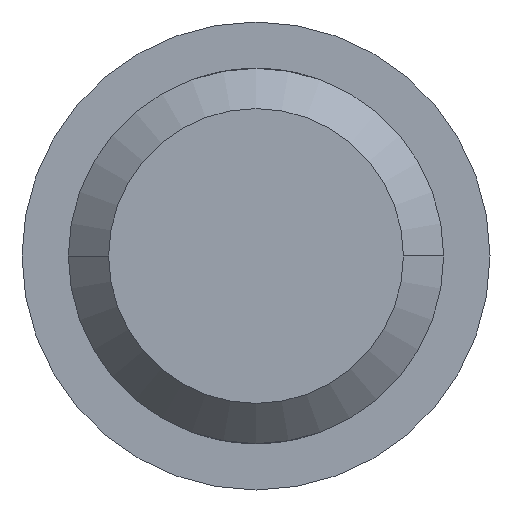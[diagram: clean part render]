
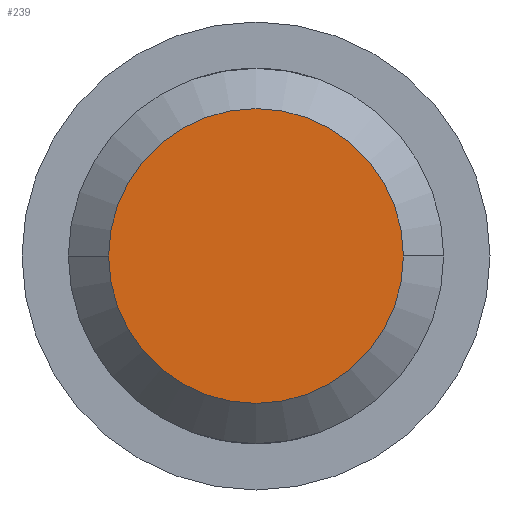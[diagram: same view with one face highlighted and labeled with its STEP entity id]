
A CAD part, front view. The second image highlights one B-rep face of the part: STEP entity #239.
In plain terms, the highlighted planar face has unit normal (0, -1, 0).
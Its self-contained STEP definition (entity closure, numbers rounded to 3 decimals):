
#69 = CARTESIAN_POINT ( 'NONE',  ( -11., 0., 0. ) ) ;
#164 = AXIS2_PLACEMENT_3D ( 'NONE', #725, #442, #559 ) ;
#232 = VERTEX_POINT ( 'NONE', #603 ) ;
#239 = ADVANCED_FACE ( 'NONE', ( #688 ), #888, .T. ) ;
#331 = EDGE_LOOP ( 'NONE', ( #636, #432 ) ) ;
#364 = CARTESIAN_POINT ( 'NONE',  ( 0., 0., 0. ) ) ;
#387 = AXIS2_PLACEMENT_3D ( 'NONE', #784, #1153, #692 ) ;
#432 = ORIENTED_EDGE ( 'NONE', *, *, #957, .T. ) ;
#442 = DIRECTION ( 'NONE',  ( 0., -1., 0. ) ) ;
#488 = EDGE_CURVE ( 'NONE', #833, #232, #1085, .T. ) ;
#556 = CIRCLE ( 'NONE', #934, 11. ) ;
#559 = DIRECTION ( 'NONE',  ( 1., 0., 0. ) ) ;
#603 = CARTESIAN_POINT ( 'NONE',  ( 11., 0., 0. ) ) ;
#636 = ORIENTED_EDGE ( 'NONE', *, *, #488, .T. ) ;
#688 = FACE_OUTER_BOUND ( 'NONE', #331, .T. ) ;
#692 = DIRECTION ( 'NONE',  ( 1., 0., 0. ) ) ;
#725 = CARTESIAN_POINT ( 'NONE',  ( 0., 0., 0. ) ) ;
#784 = CARTESIAN_POINT ( 'NONE',  ( 0., 0., 0. ) ) ;
#833 = VERTEX_POINT ( 'NONE', #69 ) ;
#888 = PLANE ( 'NONE',  #387 ) ;
#934 = AXIS2_PLACEMENT_3D ( 'NONE', #364, #1022, #1027 ) ;
#957 = EDGE_CURVE ( 'NONE', #232, #833, #556, .T. ) ;
#1022 = DIRECTION ( 'NONE',  ( 0., -1., 0. ) ) ;
#1027 = DIRECTION ( 'NONE',  ( 1., 0., 0. ) ) ;
#1085 = CIRCLE ( 'NONE', #164, 11. ) ;
#1153 = DIRECTION ( 'NONE',  ( 0., -1., 0. ) ) ;
